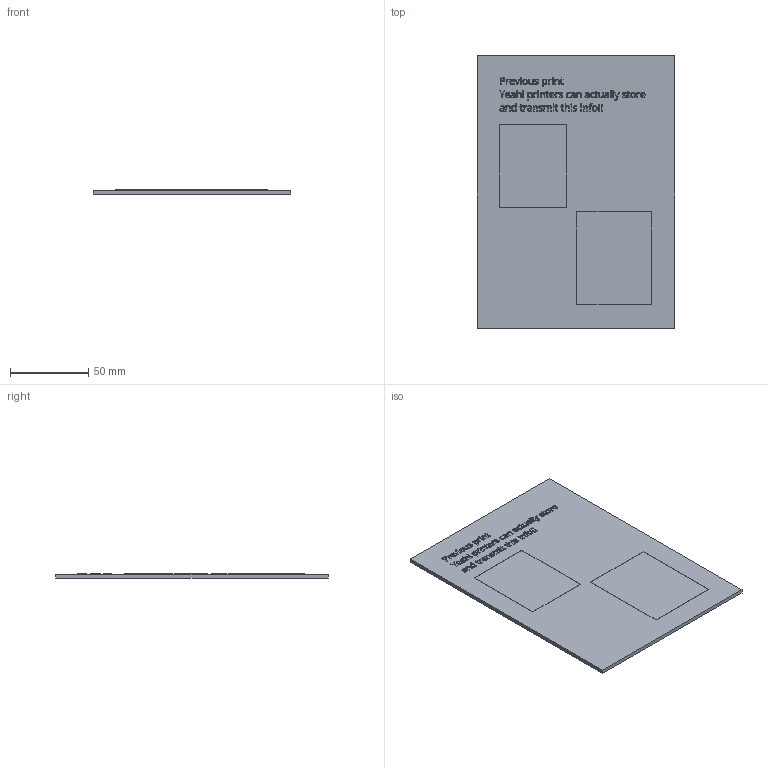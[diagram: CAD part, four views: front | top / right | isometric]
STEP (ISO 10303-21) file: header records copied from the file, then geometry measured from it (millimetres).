
FILE_DESCRIPTION( ( '' ), ' ' );
FILE_NAME( '5b4815e383fe5e0c7f9307b0.step', '2018-07-13T03:00:52', ( '' ), ( '' ), ' ', ' ', ' ' );
FILE_SCHEMA( ( 'AUTOMOTIVE_DESIGN { 1 0 10303 214 1 1 1 1 }' ) );
Length unit declared in the file: metre
Products named in the file (75): Part 1; Part 75; Part 2; Part 3; Part 4; Part 5; Part 6; Part 7; Part 8; Part 9; Part 10; Part 11; Part 12; Part 13; Part 14; Part 15; Part 16; Part 17; Part 18; Part 19; Part 20; Part 21; Part 22; Part 23; Part 24; Part 25; Part 26; Part 27; Part 28; Part 29; Part 30; Part 31; Part 32; Part 33; Part 34; Part 35; Part 36; Part 37; Part 38; Part 39 ...
Bounding box: 125.7 x 173.73 x 2.67 mm (x, y, z)
Volume: 56140.5 mm3; surface area: 55975.4 mm2
Topology: 75 solids, 75 shells, 1271 faces, 3363 edges, 2242 vertices
Faces by surface type: extrusion 682, plane 589
Entity records: 50853 total; most frequent: CARTESIAN_POINT 11043, ORIENTED_EDGE 6726, DIRECTION 4009, EDGE_CURVE 3363, VECTOR 2681, VERTEX_POINT 2242, B_SPLINE_CURVE_WITH_KNOTS 2046, LINE 1999
